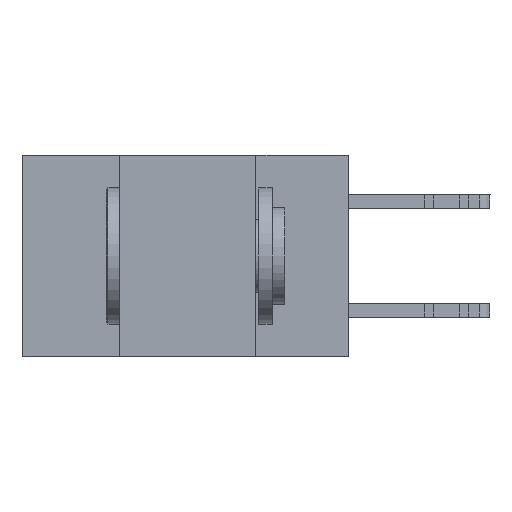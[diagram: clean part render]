
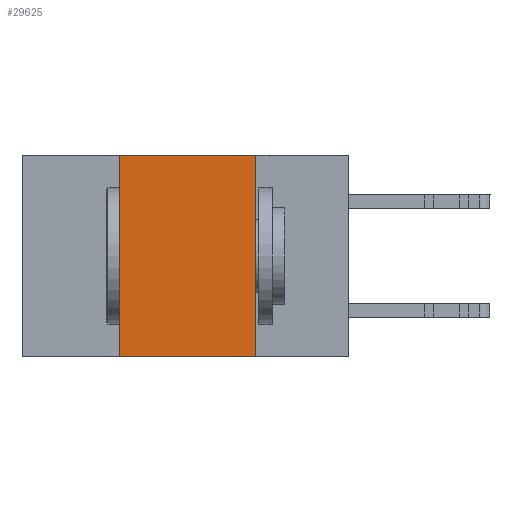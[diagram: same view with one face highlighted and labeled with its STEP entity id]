
A CAD part, left-side view. The second image highlights one B-rep face of the part: STEP entity #29625.
In plain terms, the highlighted planar face has unit normal (-1, 0, 0).
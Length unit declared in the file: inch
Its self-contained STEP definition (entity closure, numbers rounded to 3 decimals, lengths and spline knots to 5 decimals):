
#27 = PLANE ( 'NONE',  #9951 ) ;
#763 = CARTESIAN_POINT ( 'NONE',  ( 0., 0.42, 0. ) ) ;
#1202 = CARTESIAN_POINT ( 'NONE',  ( 0., 0.6, -0.37 ) ) ;
#3513 = VERTEX_POINT ( 'NONE', #32296 ) ;
#3664 = EDGE_CURVE ( 'NONE', #10961, #3513, #27254, .T. ) ;
#3816 = CARTESIAN_POINT ( 'NONE',  ( 0., 0.6, 0. ) ) ;
#4079 = DIRECTION ( 'NONE',  ( 0., 0., -1. ) ) ;
#4869 = VECTOR ( 'NONE', #4079, 39.37008 ) ;
#7364 = CARTESIAN_POINT ( 'NONE',  ( 0., 0.6, 0. ) ) ;
#7514 = DIRECTION ( 'NONE',  ( 1., 0., 0. ) ) ;
#8374 = EDGE_LOOP ( 'NONE', ( #30877, #29686, #9410, #11446 ) ) ;
#8511 = LINE ( 'NONE', #1202, #9899 ) ;
#8766 = DIRECTION ( 'NONE',  ( 0., 0., 1. ) ) ;
#9410 = ORIENTED_EDGE ( 'NONE', *, *, #15808, .F. ) ;
#9899 = VECTOR ( 'NONE', #15976, 39.37008 ) ;
#9951 = AXIS2_PLACEMENT_3D ( 'NONE', #7364, #7514, #27538 ) ;
#10703 = VERTEX_POINT ( 'NONE', #763 ) ;
#10961 = VERTEX_POINT ( 'NONE', #29237 ) ;
#11446 = ORIENTED_EDGE ( 'NONE', *, *, #17916, .T. ) ;
#15317 = FACE_OUTER_BOUND ( 'NONE', #8374, .T. ) ;
#15808 = EDGE_CURVE ( 'NONE', #20087, #10703, #21360, .T. ) ;
#15820 = CARTESIAN_POINT ( 'NONE',  ( 0., 0.42, -0.37 ) ) ;
#15976 = DIRECTION ( 'NONE',  ( 0., -1., 0. ) ) ;
#16682 = CARTESIAN_POINT ( 'NONE',  ( 0., 0.17, 0. ) ) ;
#16772 = DIRECTION ( 'NONE',  ( 0., -1., 0. ) ) ;
#17808 = VECTOR ( 'NONE', #8766, 39.37008 ) ;
#17916 = EDGE_CURVE ( 'NONE', #20087, #3513, #8511, .T. ) ;
#19105 = LINE ( 'NONE', #3816, #25553 ) ;
#20087 = VERTEX_POINT ( 'NONE', #15820 ) ;
#21360 = LINE ( 'NONE', #31365, #17808 ) ;
#25553 = VECTOR ( 'NONE', #16772, 39.37008 ) ;
#27254 = LINE ( 'NONE', #16682, #4869 ) ;
#27538 = DIRECTION ( 'NONE',  ( 0., 0., -1. ) ) ;
#29237 = CARTESIAN_POINT ( 'NONE',  ( 0., 0.17, 0. ) ) ;
#29625 = ADVANCED_FACE ( 'NONE', ( #15317 ), #27, .F. ) ;
#29686 = ORIENTED_EDGE ( 'NONE', *, *, #32228, .F. ) ;
#30877 = ORIENTED_EDGE ( 'NONE', *, *, #3664, .F. ) ;
#31365 = CARTESIAN_POINT ( 'NONE',  ( 0., 0.42, 0. ) ) ;
#32228 = EDGE_CURVE ( 'NONE', #10703, #10961, #19105, .T. ) ;
#32296 = CARTESIAN_POINT ( 'NONE',  ( 0., 0.17, -0.37 ) ) ;
